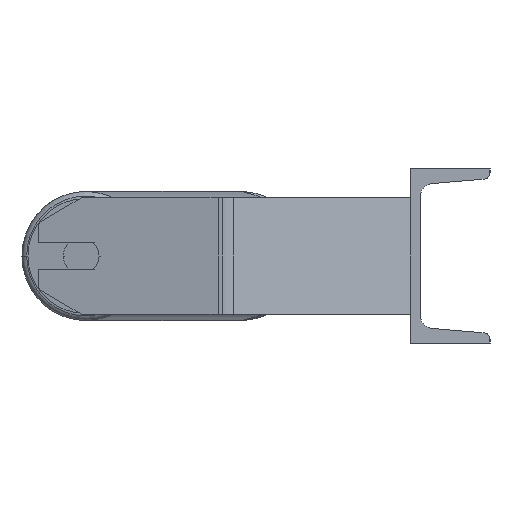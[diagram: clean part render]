
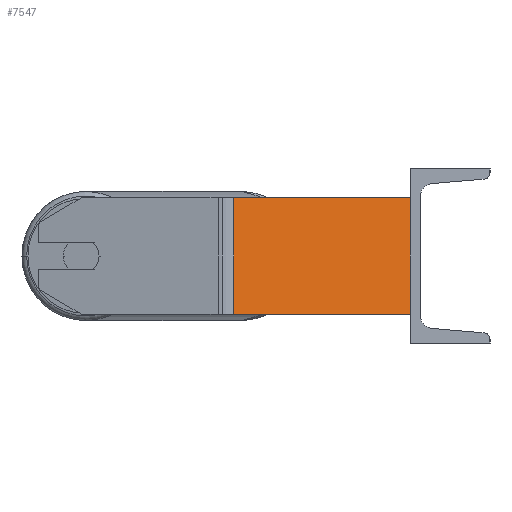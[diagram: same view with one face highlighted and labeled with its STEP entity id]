
A CAD part, left-side view. The second image highlights one B-rep face of the part: STEP entity #7547.
In plain terms, the highlighted planar face has unit normal (-0.866, -0.5, 0).
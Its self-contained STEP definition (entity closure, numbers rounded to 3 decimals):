
#9 = VERTEX_POINT ( 'NONE', #8262 ) ;
#467 = VERTEX_POINT ( 'NONE', #8629 ) ;
#688 = CARTESIAN_POINT ( 'NONE',  ( -958.175, 126.742, 40. ) ) ;
#1019 = CARTESIAN_POINT ( 'NONE',  ( -955.263, 121.699, 40. ) ) ;
#1078 = LINE ( 'NONE', #5811, #4553 ) ;
#1254 = EDGE_CURVE ( 'NONE', #467, #9, #1078, .T. ) ;
#1704 = ORIENTED_EDGE ( 'NONE', *, *, #1254, .F. ) ;
#2059 = LINE ( 'NONE', #4875, #8706 ) ;
#2078 = EDGE_CURVE ( 'NONE', #8843, #9, #6760, .T. ) ;
#2441 = VERTEX_POINT ( 'NONE', #1019 ) ;
#2804 = DIRECTION ( 'NONE',  ( -0.5, 0.866, 0. ) ) ;
#3147 = CARTESIAN_POINT ( 'NONE',  ( -958.175, 126.742, 40. ) ) ;
#4527 = CARTESIAN_POINT ( 'NONE',  ( -958.175, 126.742, -40. ) ) ;
#4553 = VECTOR ( 'NONE', #7146, 1000. ) ;
#4875 = CARTESIAN_POINT ( 'NONE',  ( -955.263, 121.699, 40. ) ) ;
#5505 = ORIENTED_EDGE ( 'NONE', *, *, #6445, .T. ) ;
#5811 = CARTESIAN_POINT ( 'NONE',  ( -885., 0., 40. ) ) ;
#5945 = AXIS2_PLACEMENT_3D ( 'NONE', #688, #7681, #2804 ) ;
#6057 = LINE ( 'NONE', #3147, #8135 ) ;
#6247 = PLANE ( 'NONE',  #5945 ) ;
#6359 = ORIENTED_EDGE ( 'NONE', *, *, #7097, .F. ) ;
#6445 = EDGE_CURVE ( 'NONE', #2441, #8843, #2059, .T. ) ;
#6760 = LINE ( 'NONE', #4527, #7194 ) ;
#7097 = EDGE_CURVE ( 'NONE', #2441, #467, #6057, .T. ) ;
#7142 = EDGE_LOOP ( 'NONE', ( #8033, #1704, #6359, #5505 ) ) ;
#7146 = DIRECTION ( 'NONE',  ( 0., 0., -1. ) ) ;
#7194 = VECTOR ( 'NONE', #8646, 1000. ) ;
#7547 = ADVANCED_FACE ( 'NONE', ( #8370 ), #6247, .F. ) ;
#7681 = DIRECTION ( 'NONE',  ( 0.866, 0.5, 0. ) ) ;
#8033 = ORIENTED_EDGE ( 'NONE', *, *, #2078, .T. ) ;
#8135 = VECTOR ( 'NONE', #8850, 1000. ) ;
#8166 = CARTESIAN_POINT ( 'NONE',  ( -955.263, 121.699, -40. ) ) ;
#8262 = CARTESIAN_POINT ( 'NONE',  ( -885., 0., -40. ) ) ;
#8370 = FACE_OUTER_BOUND ( 'NONE', #7142, .T. ) ;
#8629 = CARTESIAN_POINT ( 'NONE',  ( -885., 0., 40. ) ) ;
#8646 = DIRECTION ( 'NONE',  ( 0.5, -0.866, 0. ) ) ;
#8706 = VECTOR ( 'NONE', #9031, 1000. ) ;
#8843 = VERTEX_POINT ( 'NONE', #8166 ) ;
#8850 = DIRECTION ( 'NONE',  ( 0.5, -0.866, 0. ) ) ;
#9031 = DIRECTION ( 'NONE',  ( 0., 0., -1. ) ) ;
